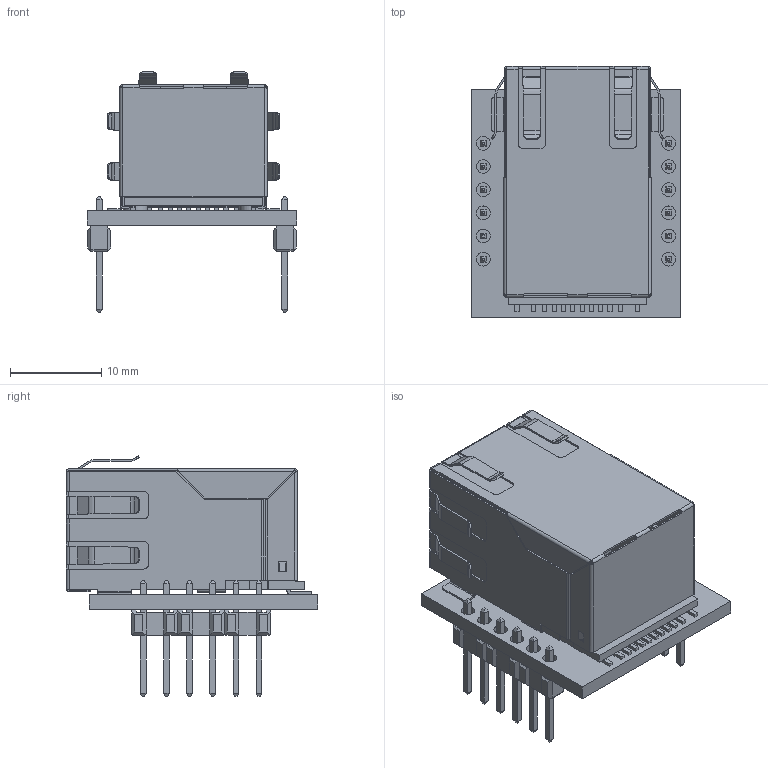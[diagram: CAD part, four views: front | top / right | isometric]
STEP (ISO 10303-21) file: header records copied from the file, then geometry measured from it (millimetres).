
FILE_DESCRIPTION(/* description */ (''),/* implementation_level */ '2;1');
FILE_NAME(/* name */ 'ethernet pcb v4.step',/* time_stamp */ '2021-02-10T13:13:14-03:00',/* author */ (''),/* organization */ (''),/* preprocessor_version */ 'ST-DEVELOPER v18.1',/* originating_system */ 'Autodesk Translation Framework v9.7.1.1290',/* authorisation */ '');
FILE_SCHEMA (('AUTOMOTIVE_DESIGN { 1 0 10303 214 3 1 1 }'));
Length unit declared in the file: millimetre
Products named in the file (34): ethernet pcb; Pin Header 2x1 TH Pitch 2.54mm; 1X1RJ45_SMT; shell_1_1; 2pin-LED_1_1; 1X1RJ45INSERT_ASM_1_1; 1X1RJ45_SMT_-INSERT_ANY_ASM_1_1; 1X1RJ45-ASSEMBLY______ANY_ASM_1_1; INSERT-BACK______ANY_ASM_1_1; NONE-13189_1_1; P-¡T+L-7Pin-AA; P-¡T+L-5Pin-AA; INSERT-BASE______ANY_ASM_1_1; NONE-7504_1_1; NONE-7331_1_1; NONE-9391_1_1; NONE-9671_1_1; NONE-7378_1_1; NONE-8804_1_1; NONE-7584_1_1; NONE-9277_1_1; NONE-8689_1_1; NONE-11975_1_1; NONE-9500_1_1; NONE-9088_1_1; NONE-7282_1_1; NONE-7481_1_1; NONE-11532_1_1; NONE-8997_1_1; NONE-8523_1_1; NONE-7607_1_1; NONE-7716_1_1; led1; 1X1RJ45-housing_-¦L¡
Assembly tree (46 placements, depth 7):
  ethernet pcb
    Pin Header 2x1 TH Pitch 2.54mm  x7
    1X1RJ45_SMT
      shell_1_1
      2pin-LED_1_1
      1X1RJ45INSERT_ASM_1_1
        1X1RJ45_SMT_-INSERT_ANY_ASM_1_1
          1X1RJ45-ASSEMBLY______ANY_ASM_1_1
            INSERT-BACK______ANY_ASM_1_1
              NONE-13189_1_1
            P-¡T+L-7Pin-AA
            P-¡T+L-5Pin-AA
          INSERT-BASE______ANY_ASM_1_1
            NONE-7716_1_1  x8
            NONE-7504_1_1
            NONE-7331_1_1
            NONE-9391_1_1
            NONE-9671_1_1
            NONE-7378_1_1
            NONE-8804_1_1
            NONE-7584_1_1
            NONE-9277_1_1
            NONE-8689_1_1
            NONE-11975_1_1
            NONE-9500_1_1
            NONE-9088_1_1
            NONE-7282_1_1
            NONE-7481_1_1
            NONE-11532_1_1
            NONE-8997_1_1
            NONE-8523_1_1
            NONE-7607_1_1
      led1
      1X1RJ45-housing_-¦L¡
Bounding box: 23 x 27.5 x 26.36 mm (x, y, z)
Volume: 3443.6 mm3; surface area: 10410 mm2
Topology: 55 solids, 55 shells, 1975 faces, 5180 edges, 3286 vertices
Faces by surface type: plane 1586, cylinder 311, bspline 76, cone 2
Full cylindrical faces by diameter (mm): 1.5 x12, 2.7 x2
Entity records: 51523 total; most frequent: CARTESIAN_POINT 11911, ORIENTED_EDGE 8032, DIRECTION 7484, EDGE_CURVE 4016, LINE 3438, VECTOR 3438, VERTEX_POINT 2550, AXIS2_PLACEMENT_3D 2023
